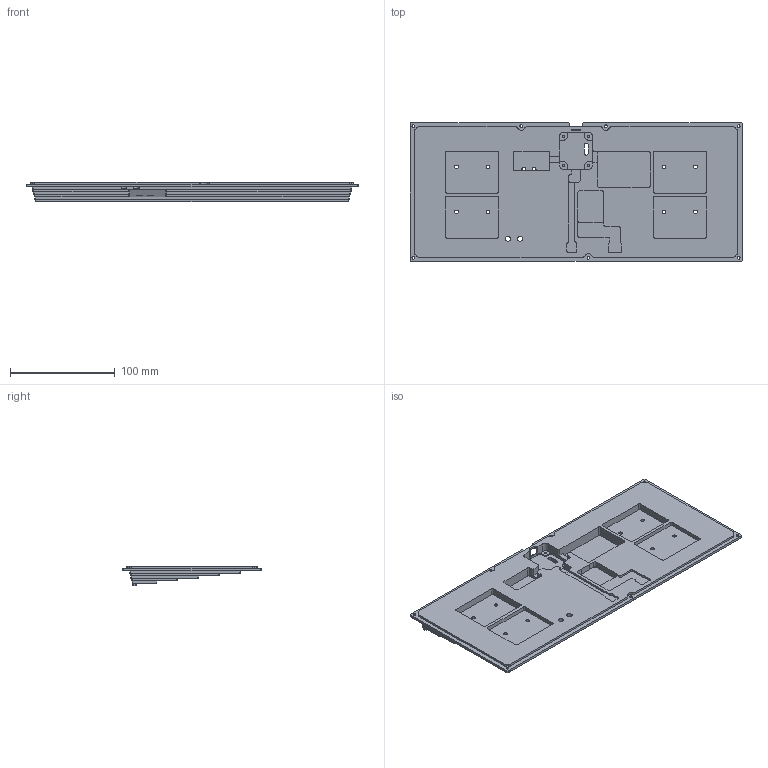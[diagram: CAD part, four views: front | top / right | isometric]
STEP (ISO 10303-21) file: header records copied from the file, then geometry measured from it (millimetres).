
FILE_DESCRIPTION(/* description */ (''),/* implementation_level */ '2;1');
FILE_NAME(/* name */ 'isometria-75-bottom.step',/* time_stamp */ '2020-05-09T02:07:41+02:00',/* author */ (''),/* organization */ (''),/* preprocessor_version */ 'ST-DEVELOPER v18.1',/* originating_system */ 'Autodesk Translation Framework v9.2.0.1227',/* authorisation */ '');
FILE_SCHEMA (('AUTOMOTIVE_DESIGN { 1 0 10303 214 3 1 1 }'));
Length unit declared in the file: millimetre
Products named in the file (1): enclosure
Bounding box: 317.25 x 132 x 18.62 mm (x, y, z)
Volume: 319293 mm3; surface area: 107240.3 mm2
Topology: 1 solids, 1 shells, 358 faces, 1032 edges, 681 vertices
Faces by surface type: plane 203, cylinder 132, cone 21, bspline 2
Full cylindrical faces by diameter (mm): 2.3 x4, 2.7 x7, 3.4 x8, 3.5 x2, 5 x2
Entity records: 11985 total; most frequent: CARTESIAN_POINT 2208, ORIENTED_EDGE 2064, DIRECTION 2035, EDGE_CURVE 1032, LINE 715, VECTOR 715, VERTEX_POINT 681, AXIS2_PLACEMENT_3D 660
